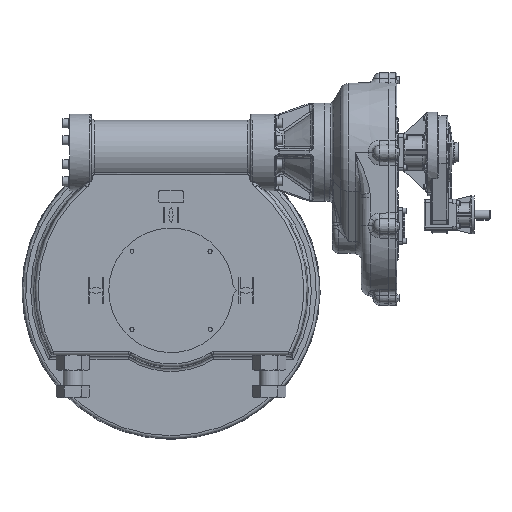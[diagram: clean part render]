
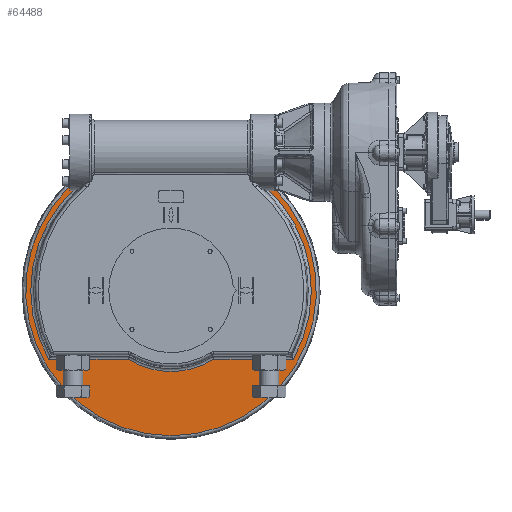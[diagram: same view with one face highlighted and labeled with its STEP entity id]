
A CAD part, front view. The second image highlights one B-rep face of the part: STEP entity #64488.
In plain terms, the highlighted planar face has unit normal (0, -1, 0).
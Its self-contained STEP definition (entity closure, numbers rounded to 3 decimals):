
#3336=CIRCLE('',#70969,457.546);
#3340=CIRCLE('',#70976,264.546);
#3343=CIRCLE('',#70982,457.546);
#3345=CIRCLE('',#70987,474.073);
#5725=PLANE('',#71003);
#11085=LINE('',#113599,#16321);
#11086=LINE('',#114846,#16322);
#11087=LINE('',#115091,#16323);
#11088=LINE('',#115103,#16324);
#11089=LINE('',#115143,#16325);
#11090=LINE('',#115170,#16326);
#16321=VECTOR('',#88080,1000.);
#16322=VECTOR('',#88271,1000.);
#16323=VECTOR('',#88298,1000.);
#16324=VECTOR('',#88317,1000.);
#16325=VECTOR('',#88330,1000.);
#16326=VECTOR('',#88337,1000.);
#33351=ORIENTED_EDGE('',*,*,#43586,.F.);
#33352=ORIENTED_EDGE('',*,*,#43584,.T.);
#33353=ORIENTED_EDGE('',*,*,#43450,.T.);
#33354=ORIENTED_EDGE('',*,*,#43448,.T.);
#33355=ORIENTED_EDGE('',*,*,#43583,.T.);
#33356=ORIENTED_EDGE('',*,*,#43579,.T.);
#33357=ORIENTED_EDGE('',*,*,#43577,.T.);
#33358=ORIENTED_EDGE('',*,*,#43573,.T.);
#33359=ORIENTED_EDGE('',*,*,#43570,.T.);
#33360=ORIENTED_EDGE('',*,*,#43559,.T.);
#33361=ORIENTED_EDGE('',*,*,#43557,.T.);
#33362=ORIENTED_EDGE('',*,*,#43592,.T.);
#33363=ORIENTED_EDGE('',*,*,#43590,.F.);
#33364=ORIENTED_EDGE('',*,*,#43588,.T.);
#43448=EDGE_CURVE('',#49800,#49801,#51318,.T.);
#43450=EDGE_CURVE('',#49803,#49800,#11085,.T.);
#43557=EDGE_CURVE('',#49872,#49873,#11086,.T.);
#43559=EDGE_CURVE('',#49874,#49872,#51367,.T.);
#43570=EDGE_CURVE('',#49883,#49874,#3336,.F.);
#43573=EDGE_CURVE('',#49884,#49883,#11087,.T.);
#43577=EDGE_CURVE('',#49885,#49884,#3340,.F.);
#43579=EDGE_CURVE('',#49886,#49885,#11088,.T.);
#43583=EDGE_CURVE('',#49801,#49886,#3343,.F.);
#43584=EDGE_CURVE('',#49887,#49803,#51373,.T.);
#43586=EDGE_CURVE('',#49887,#49888,#11089,.F.);
#43588=EDGE_CURVE('',#49889,#49888,#3345,.T.);
#43590=EDGE_CURVE('',#49889,#49890,#11090,.T.);
#43592=EDGE_CURVE('',#49873,#49890,#51376,.T.);
#49800=VERTEX_POINT('',#113575);
#49801=VERTEX_POINT('',#113583);
#49803=VERTEX_POINT('',#113600);
#49872=VERTEX_POINT('',#114843);
#49873=VERTEX_POINT('',#114845);
#49874=VERTEX_POINT('',#114866);
#49883=VERTEX_POINT('',#115075);
#49884=VERTEX_POINT('',#115092);
#49885=VERTEX_POINT('',#115098);
#49886=VERTEX_POINT('',#115104);
#49887=VERTEX_POINT('',#115140);
#49888=VERTEX_POINT('',#115144);
#49889=VERTEX_POINT('',#115157);
#49890=VERTEX_POINT('',#115171);
#51318=B_SPLINE_CURVE_WITH_KNOTS('',3,(#113584,#113585,#113586,#113587),
 .UNSPECIFIED.,.F.,.F.,(4,4),(0.,1.),.UNSPECIFIED.);
#51367=B_SPLINE_CURVE_WITH_KNOTS('',3,(#114867,#114868,#114869,#114870),
 .UNSPECIFIED.,.F.,.F.,(4,4),(0.,1.),.UNSPECIFIED.);
#51373=B_SPLINE_CURVE_WITH_KNOTS('',3,(#115135,#115136,#115137,#115138,
#115139),.UNSPECIFIED.,.F.,.F.,(4,1,4),(0.,0.001,0.002),
 .UNSPECIFIED.);
#51376=B_SPLINE_CURVE_WITH_KNOTS('',3,(#115174,#115175,#115176,#115177,
#115178),.UNSPECIFIED.,.F.,.F.,(4,1,4),(0.,0.001,0.002),
 .UNSPECIFIED.);
#55389=EDGE_LOOP('',(#33351,#33352,#33353,#33354,#33355,#33356,#33357,#33358,
#33359,#33360,#33361,#33362,#33363,#33364));
#59780=FACE_BOUND('',#55389,.T.);
#64488=ADVANCED_FACE('',(#59780),#5725,.T.);
#70969=AXIS2_PLACEMENT_3D('',#115074,#88294,#88295);
#70976=AXIS2_PLACEMENT_3D('',#115099,#88309,#88310);
#70982=AXIS2_PLACEMENT_3D('',#115133,#88322,#88323);
#70987=AXIS2_PLACEMENT_3D('',#115156,#88333,#88334);
#71003=AXIS2_PLACEMENT_3D('',#115467,#88366,#88367);
#88080=DIRECTION('',(0.,0.,-1.));
#88271=DIRECTION('',(0.,0.,1.));
#88294=DIRECTION('',(0.,-1.,0.));
#88295=DIRECTION('',(1.,0.,0.));
#88298=DIRECTION('',(-1.,0.,0.));
#88309=DIRECTION('',(0.,-1.,0.));
#88310=DIRECTION('',(1.,0.,0.));
#88317=DIRECTION('',(-1.,0.,0.));
#88322=DIRECTION('',(0.,-1.,0.));
#88323=DIRECTION('',(1.,0.,0.));
#88330=DIRECTION('',(-1.,0.,0.));
#88333=DIRECTION('',(0.,-1.,0.));
#88334=DIRECTION('',(1.,0.,0.));
#88337=DIRECTION('',(1.,0.,0.));
#88366=DIRECTION('',(0.,-1.,0.));
#88367=DIRECTION('',(1.,0.,0.));
#113575=CARTESIAN_POINT('',(310.,-65.,337.018));
#113583=CARTESIAN_POINT('',(309.463,-65.,337.018));
#113584=CARTESIAN_POINT('',(310.,-65.,337.018));
#113585=CARTESIAN_POINT('',(309.821,-65.,337.018));
#113586=CARTESIAN_POINT('',(309.642,-65.,337.018));
#113587=CARTESIAN_POINT('',(309.463,-65.,337.018));
#113599=CARTESIAN_POINT('',(310.,-65.,-486.));
#113600=CARTESIAN_POINT('',(310.,-65.,339.203));
#114843=CARTESIAN_POINT('',(-310.,-65.,337.018));
#114845=CARTESIAN_POINT('',(-310.,-65.,339.203));
#114846=CARTESIAN_POINT('',(-310.,-65.,450.));
#114866=CARTESIAN_POINT('',(-309.463,-65.,337.018));
#114867=CARTESIAN_POINT('',(-309.463,-65.,337.018));
#114868=CARTESIAN_POINT('',(-309.642,-65.,337.018));
#114869=CARTESIAN_POINT('',(-309.821,-65.,337.018));
#114870=CARTESIAN_POINT('',(-310.,-65.,337.018));
#115074=CARTESIAN_POINT('',(0.,-65.,0.));
#115075=CARTESIAN_POINT('',(-398.657,-65.,-224.546));
#115091=CARTESIAN_POINT('',(-392.972,-65.,-224.546));
#115092=CARTESIAN_POINT('',(-139.87,-65.,-224.546));
#115098=CARTESIAN_POINT('',(139.87,-65.,-224.546));
#115099=CARTESIAN_POINT('',(0.,-65.,0.));
#115103=CARTESIAN_POINT('',(137.081,-65.,-224.546));
#115104=CARTESIAN_POINT('',(398.657,-65.,-224.546));
#115133=CARTESIAN_POINT('',(0.,-65.,0.));
#115135=CARTESIAN_POINT('',(311.,-65.,338.067));
#115136=CARTESIAN_POINT('',(310.717,-65.,338.067));
#115137=CARTESIAN_POINT('',(310.183,-65.,338.357));
#115138=CARTESIAN_POINT('',(310.,-65.,338.921));
#115139=CARTESIAN_POINT('',(310.,-65.,339.203));
#115140=CARTESIAN_POINT('',(311.,-65.,338.067));
#115143=CARTESIAN_POINT('',(1775.493,-65.,338.067));
#115144=CARTESIAN_POINT('',(332.349,-65.,338.067));
#115156=CARTESIAN_POINT('',(0.,-65.,0.));
#115157=CARTESIAN_POINT('',(-332.349,-65.,338.067));
#115170=CARTESIAN_POINT('',(-1775.493,-65.,338.067));
#115171=CARTESIAN_POINT('',(-311.,-65.,338.067));
#115174=CARTESIAN_POINT('',(-310.,-65.,339.203));
#115175=CARTESIAN_POINT('',(-310.,-65.,338.921));
#115176=CARTESIAN_POINT('',(-310.182,-65.,338.359));
#115177=CARTESIAN_POINT('',(-310.716,-65.,338.067));
#115178=CARTESIAN_POINT('',(-311.,-65.,338.067));
#115467=CARTESIAN_POINT('',(0.,-65.,-486.));
